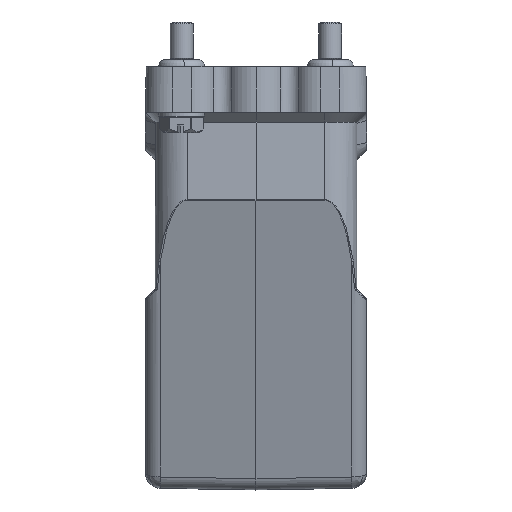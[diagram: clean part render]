
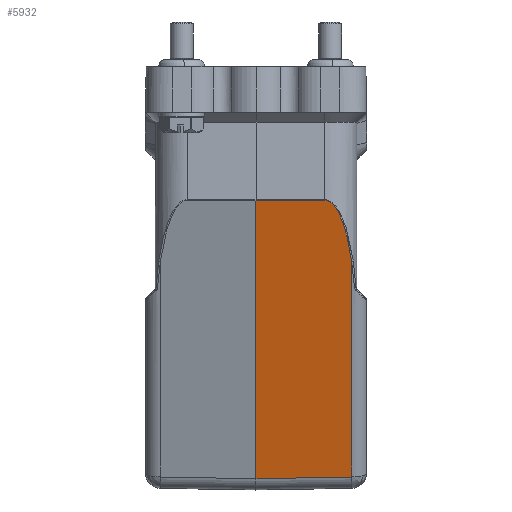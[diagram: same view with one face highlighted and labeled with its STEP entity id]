
A CAD part, left-side view. The second image highlights one B-rep face of the part: STEP entity #5932.
In plain terms, the highlighted planar face has unit normal (-0.966, -0.018, -0.259).
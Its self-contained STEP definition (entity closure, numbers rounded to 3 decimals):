
#3140 = CARTESIAN_POINT ( 'NONE',  ( -74.668, -18.048, 2.946 ) ) ;
#3141 = CARTESIAN_POINT ( 'NONE',  ( -74.664, -18.244, 2.946 ) ) ;
#3142 = CARTESIAN_POINT ( 'NONE',  ( -74.654, -18.439, 2.92 ) ) ;
#3143 = CARTESIAN_POINT ( 'NONE',  ( -74.62, -18.815, 2.818 ) ) ;
#3144 = CARTESIAN_POINT ( 'NONE',  ( -74.597, -18.996, 2.744 ) ) ;
#3145 = CARTESIAN_POINT ( 'NONE',  ( -74.515, -19.511, 2.474 ) ) ;
#3146 = CARTESIAN_POINT ( 'NONE',  ( -74.444, -19.815, 2.229 ) ) ;
#3147 = CARTESIAN_POINT ( 'NONE',  ( -74.289, -20.363, 1.687 ) ) ;
#3148 = CARTESIAN_POINT ( 'NONE',  ( -74.204, -20.607, 1.388 ) ) ;
#3149 = CARTESIAN_POINT ( 'NONE',  ( -74.029, -21.054, 0.763 ) ) ;
#3150 = CARTESIAN_POINT ( 'NONE',  ( -73.938, -21.257, 0.437 ) ) ;
#3151 = CARTESIAN_POINT ( 'NONE',  ( -73.659, -21.823, -0.565 ) ) ;
#3152 = CARTESIAN_POINT ( 'NONE',  ( -73.466, -22.142, -1.264 ) ) ;
#3153 = CARTESIAN_POINT ( 'NONE',  ( -73.075, -22.714, -2.686 ) ) ;
#3154 = CARTESIAN_POINT ( 'NONE',  ( -72.876, -22.965, -3.41 ) ) ;
#3155 = CARTESIAN_POINT ( 'NONE',  ( -72.276, -23.647, -5.603 ) ) ;
#3156 = CARTESIAN_POINT ( 'NONE',  ( -71.87, -24.009, -7.093 ) ) ;
#3157 = CARTESIAN_POINT ( 'NONE',  ( -71.055, -24.619, -10.094 ) ) ;
#3158 = CARTESIAN_POINT ( 'NONE',  ( -70.646, -24.866, -11.606 ) ) ;
#3159 = CARTESIAN_POINT ( 'NONE',  ( -70.235, -25.07, -13.123 ) ) ;
#3221 = LINE ( 'NONE', #3222, #17807 ) ;
#3222 = CARTESIAN_POINT ( 'NONE',  ( -74.983, 0., 2.904 ) ) ;
#3223 = DIRECTION ( 'NONE',  ( 0.017, -1., 0.002 ) ) ;
#3240 = LINE ( 'NONE', #3241, #17812 ) ;
#3241 = CARTESIAN_POINT ( 'NONE',  ( -54.213, -25.07, -72.919 ) ) ;
#3242 = DIRECTION ( 'NONE',  ( 0.259, 0., -0.966 ) ) ;
#5932 = ADVANCED_FACE ( 'NONE', ( #8785 ), #9493, .F. ) ;
#5964 = EDGE_CURVE ( 'NONE', #17264, #17295, #9654, .T. ) ;
#5977 = EDGE_CURVE ( 'NONE', #17295, #17290, #9694, .T. ) ;
#6397 = EDGE_CURVE ( 'NONE', #17441, #17308, #13532, .T. ) ;
#6408 = EDGE_CURVE ( 'NONE', #17290, #17441, #3221, .T. ) ;
#6414 = EDGE_CURVE ( 'NONE', #17308, #17264, #3240, .T. ) ;
#8765 = AXIS2_PLACEMENT_3D ( 'NONE', #9494, #9495, #9496 ) ;
#8785 = FACE_OUTER_BOUND ( 'NONE', #16868, .T. ) ;
#8796 = VECTOR ( 'NONE', #9696, 1000. ) ;
#8817 = VECTOR ( 'NONE', #9656, 1000. ) ;
#9493 = PLANE ( 'NONE',  #8765 ) ;
#9494 = CARTESIAN_POINT ( 'NONE',  ( -54.636, 0., -73.032 ) ) ;
#9495 = DIRECTION ( 'NONE',  ( 0.966, 0.017, 0.259 ) ) ;
#9496 = DIRECTION ( 'NONE',  ( 0.259, 0., -0.966 ) ) ;
#9654 = LINE ( 'NONE', #9655, #8817 ) ;
#9655 = CARTESIAN_POINT ( 'NONE',  ( -55.09, -25.378, -69.625 ) ) ;
#9656 = DIRECTION ( 'NONE',  ( -0.013, 1., -0.017 ) ) ;
#9694 = LINE ( 'NONE', #9695, #8796 ) ;
#9695 = CARTESIAN_POINT ( 'NONE',  ( -54.636, 0., -73.032 ) ) ;
#9696 = DIRECTION ( 'NONE',  ( -0.259, 0., 0.966 ) ) ;
#13063 = CARTESIAN_POINT ( 'NONE',  ( -55.094, -25.07, -69.63 ) ) ;
#13089 = CARTESIAN_POINT ( 'NONE',  ( -74.983, 0., 2.904 ) ) ;
#13094 = CARTESIAN_POINT ( 'NONE',  ( -55.43, 0., -70.068 ) ) ;
#13107 = CARTESIAN_POINT ( 'NONE',  ( -70.235, -25.07, -13.123 ) ) ;
#13532 = B_SPLINE_CURVE_WITH_KNOTS ( 'NONE', 3,
 ( #3140, #3141, #3142, #3143, #3144, #3145, #3146, #3147, #3148, #3149, #3150, #3151, #3152, #3153, #3154, #3155, #3156, #3157, #3158, #3159 ),
 .UNSPECIFIED., .F., .F.,
 ( 4, 2, 2, 2, 2, 2, 2, 2, 2, 4 ),
 ( 0., 0.031, 0.063, 0.125, 0.188, 0.25, 0.375, 0.5, 0.75, 1. ),
 .UNSPECIFIED. ) ;
#13947 = CARTESIAN_POINT ( 'NONE',  ( -74.668, -18.048, 2.946 ) ) ;
#15085 = ORIENTED_EDGE ( 'NONE', *, *, #5964, .F. ) ;
#15170 = ORIENTED_EDGE ( 'NONE', *, *, #6397, .F. ) ;
#15171 = ORIENTED_EDGE ( 'NONE', *, *, #6408, .F. ) ;
#15172 = ORIENTED_EDGE ( 'NONE', *, *, #6414, .F. ) ;
#15174 = ORIENTED_EDGE ( 'NONE', *, *, #5977, .F. ) ;
#16868 = EDGE_LOOP ( 'NONE', ( #15174, #15085, #15172, #15170, #15171 ) ) ;
#17264 = VERTEX_POINT ( 'NONE', #13063 ) ;
#17290 = VERTEX_POINT ( 'NONE', #13089 ) ;
#17295 = VERTEX_POINT ( 'NONE', #13094 ) ;
#17308 = VERTEX_POINT ( 'NONE', #13107 ) ;
#17441 = VERTEX_POINT ( 'NONE', #13947 ) ;
#17807 = VECTOR ( 'NONE', #3223, 1000. ) ;
#17812 = VECTOR ( 'NONE', #3242, 1000. ) ;
